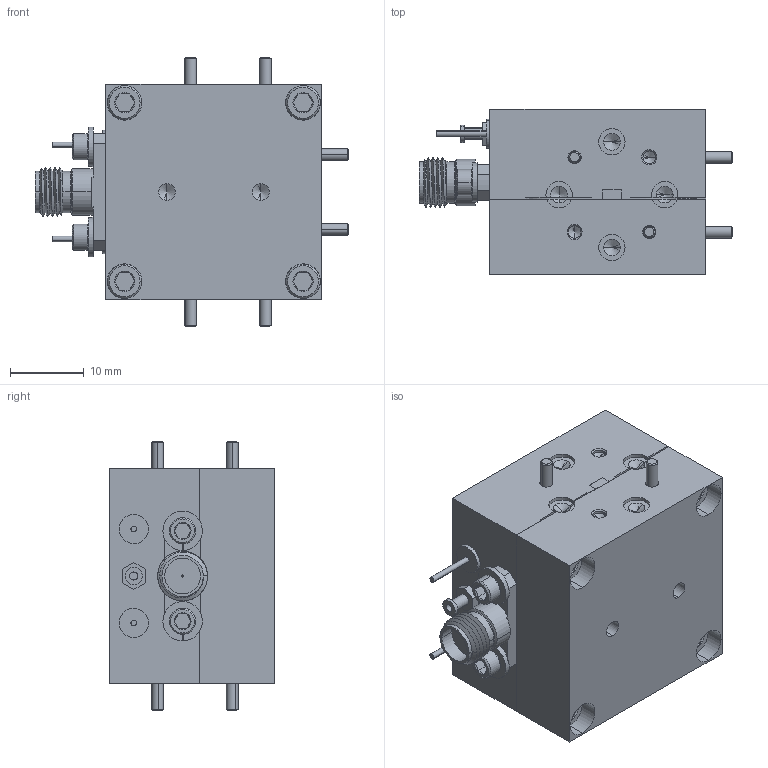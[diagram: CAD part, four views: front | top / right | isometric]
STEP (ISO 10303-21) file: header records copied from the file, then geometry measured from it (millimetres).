
FILE_DESCRIPTION (( 'STEP AP203' ), '1' );
FILE_NAME ('KD-RWM-customer request.STEP', '2018-03-05T20:48:15', ( '' ), ( '' ), 'SwSTEP 2.0', 'SolidWorks 2016', '' );
FILE_SCHEMA (( 'CONFIG_CONTROL_DESIGN' ));
Products named in the file (1): KD-RWM-customer request
Bounding box: 42.35 x 22.35 x 36.45 mm (x, y, z)
Volume: 19105.8 mm3; surface area: 9239.9 mm2
Topology: 24 solids, 24 shells, 1165 faces, 3079 edges, 1961 vertices
Faces by surface type: cylinder 624, plane 258, cone 253, bspline 30
Entity records: 49758 total; most frequent: CARTESIAN_POINT 23719, ORIENTED_EDGE 6022, DIRECTION 4899, EDGE_CURVE 3011, VERTEX_POINT 1961, AXIS2_PLACEMENT_3D 1841, EDGE_LOOP 1248, LINE 1217
